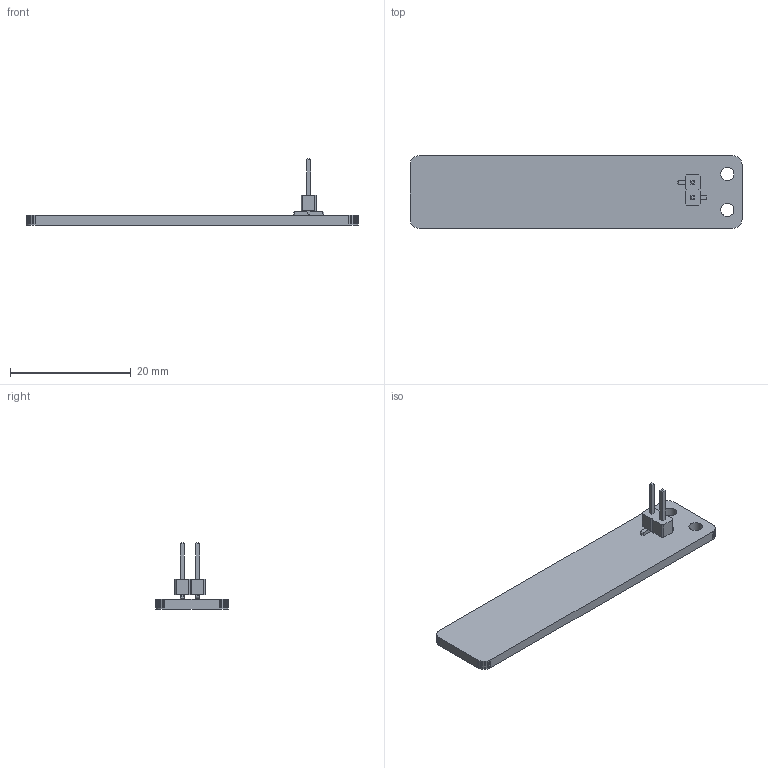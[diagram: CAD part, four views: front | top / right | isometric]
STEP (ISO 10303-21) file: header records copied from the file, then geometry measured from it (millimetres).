
FILE_DESCRIPTION(('KiCad electronic assembly'),'2;1');
FILE_NAME('Leak_Detection_PCB.step','2024-02-03T21:07:47',('Pcbnew'),( 'Kicad'),'Open CASCADE STEP processor 7.7','KiCad to STEP converter' ,'Unknown');
FILE_SCHEMA(('AUTOMOTIVE_DESIGN { 1 0 10303 214 1 1 1 1 }'));
Length unit declared in the file: millimetre
Products named in the file (4): Leak_Detection_PCB 1; PinHeader_1x02_P2.54mm_Vertical_SMD_Pin1Left; PinHeader_1x02_P254mm_Vertical_SMD_Pin1Left; _autosave-Leak_Detection_PCB PCB
Assembly tree (3 placements, depth 3):
  Leak_Detection_PCB 1
    PinHeader_1x02_P2.54mm_Vertical_SMD_Pin1Left
      PinHeader_1x02_P254mm_Vertical_SMD_Pin1Left
    _autosave-Leak_Detection_PCB PCB
Bounding box: 55 x 12 x 10.95 mm (x, y, z)
Volume: 1079.9 mm3; surface area: 1640.8 mm2
Topology: 2 solids, 2 shells, 106 faces, 278 edges, 180 vertices
Faces by surface type: plane 102, cylinder 4
Full cylindrical faces by diameter (mm): 2.2 x2
Entity records: 7308 total; most frequent: CARTESIAN_POINT 1148, DIRECTION 1058, LINE 818, VECTOR 818, ORIENTED_EDGE 556, PCURVE 556, DEFINITIONAL_REPRESENTATION 556, EDGE_CURVE 278
